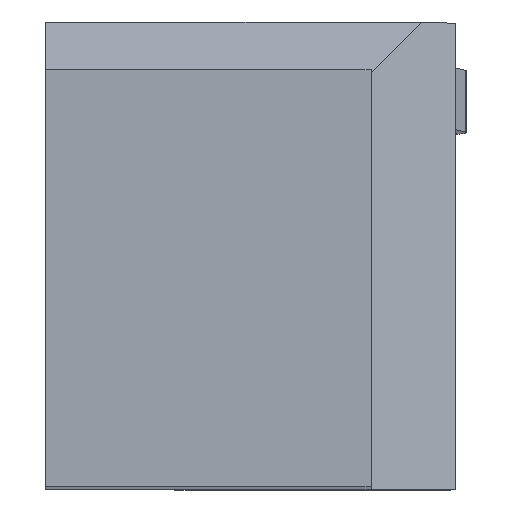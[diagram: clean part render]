
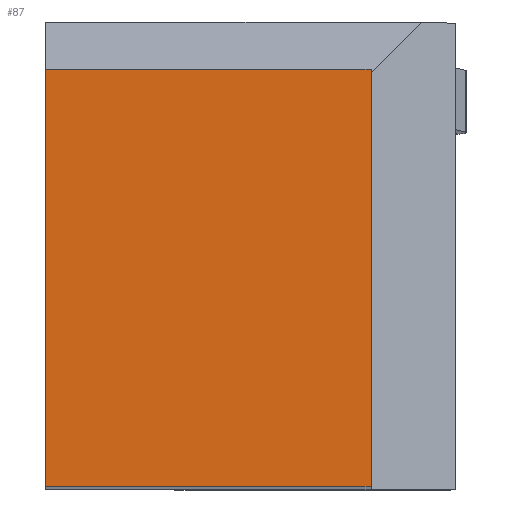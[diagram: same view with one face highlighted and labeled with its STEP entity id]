
A CAD part, top view. The second image highlights one B-rep face of the part: STEP entity #87.
In plain terms, the highlighted planar face has unit normal (0, 0, 1).
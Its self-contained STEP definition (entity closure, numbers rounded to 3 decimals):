
#87=ADVANCED_FACE('',(#142),#113,.T.);
#113=PLANE('',#580);
#142=FACE_OUTER_BOUND('',#171,.T.);
#171=EDGE_LOOP('',(#289,#290,#291,#292));
#289=ORIENTED_EDGE('',*,*,#414,.F.);
#290=ORIENTED_EDGE('',*,*,#415,.F.);
#291=ORIENTED_EDGE('',*,*,#416,.T.);
#292=ORIENTED_EDGE('',*,*,#417,.T.);
#350=VERTEX_POINT('',#838);
#351=VERTEX_POINT('',#839);
#352=VERTEX_POINT('',#841);
#353=VERTEX_POINT('',#843);
#414=EDGE_CURVE('',#350,#351,#476,.T.);
#415=EDGE_CURVE('',#352,#350,#477,.T.);
#416=EDGE_CURVE('',#352,#353,#478,.T.);
#417=EDGE_CURVE('',#353,#351,#479,.T.);
#476=LINE('',#837,#538);
#477=LINE('',#840,#539);
#478=LINE('',#842,#540);
#479=LINE('',#844,#541);
#538=VECTOR('',#696,1.);
#539=VECTOR('',#697,1.);
#540=VECTOR('',#698,1.);
#541=VECTOR('',#699,1.);
#580=AXIS2_PLACEMENT_3D('',#845,#700,#701);
#696=DIRECTION('',(1.,0.,0.));
#697=DIRECTION('',(0.,1.,0.));
#698=DIRECTION('',(1.,0.,0.));
#699=DIRECTION('',(0.,1.,0.));
#700=DIRECTION('',(0.,0.,1.));
#701=DIRECTION('',(0.,-1.,0.));
#837=CARTESIAN_POINT('',(-80.25,0.,130.));
#838=CARTESIAN_POINT('',(-12.45,0.,130.));
#839=CARTESIAN_POINT('',(12.45,0.,130.));
#840=CARTESIAN_POINT('',(-12.45,-99.95,130.));
#841=CARTESIAN_POINT('',(-12.45,-31.9,130.));
#842=CARTESIAN_POINT('',(-80.25,-31.9,130.));
#843=CARTESIAN_POINT('',(12.45,-31.9,130.));
#844=CARTESIAN_POINT('',(12.45,-99.95,130.));
#845=CARTESIAN_POINT('',(-80.25,-31.9,130.));
